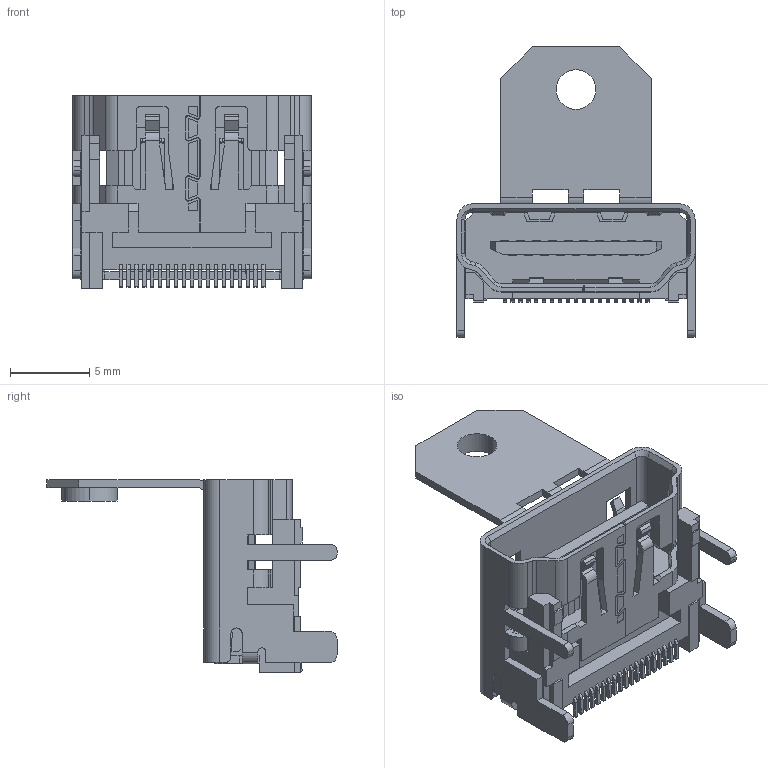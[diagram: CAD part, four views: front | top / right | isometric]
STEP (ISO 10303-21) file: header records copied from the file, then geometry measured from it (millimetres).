
FILE_DESCRIPTION(('STEP AP242'),'1');
FILE_NAME('2086588121.stp','2025-02-10T07:54:57',('TraceParts'),('TraceParts S.A.'),'Spatial InterOp 3D',' ',' ');
FILE_SCHEMA(('AP242_MANAGED_MODEL_BASED_3D_ENGINEERING_MIM_LF {1 0 10303 442 1 1 4}'));
Length unit declared in the file: millimetre
Products named in the file (1): 2086588121_1
Bounding box: 15 x 18.28 x 12.15 mm (x, y, z)
Volume: 575.5 mm3; surface area: 1583.7 mm2
Topology: 1 solids, 1 shells, 994 faces, 2985 edges, 2084 vertices
Faces by surface type: plane 694, cylinder 278, cone 14, bspline 8
Entity records: 34065 total; most frequent: CARTESIAN_POINT 7166, ORIENTED_EDGE 5752, DIRECTION 5239, EDGE_CURVE 2876, LINE 2369, VECTOR 2369, VERTEX_POINT 1866, AXIS2_PLACEMENT_3D 1435
